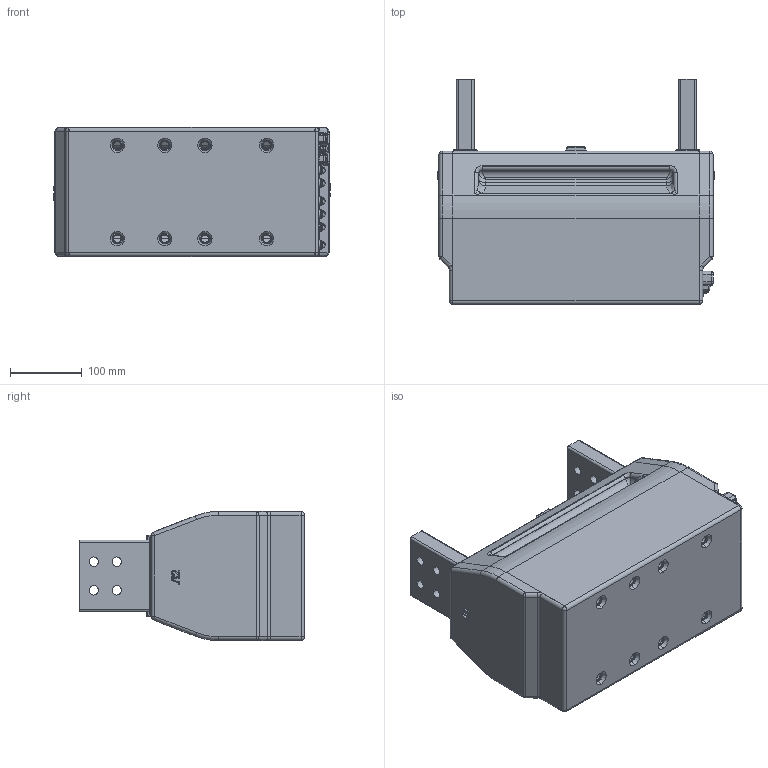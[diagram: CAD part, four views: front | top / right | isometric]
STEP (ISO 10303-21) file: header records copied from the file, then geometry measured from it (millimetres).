
FILE_DESCRIPTION (( 'STEP AP203' ), '1' );
FILE_NAME ('ﾒﾎﾋ-10-ﾌ-4-4000(5.STEP', '2018-09-12T05:47:05', ( '' ), ( '' ), 'SwSTEP 2.0', 'SolidWorks 2010', '' );
FILE_SCHEMA (( 'CONFIG_CONTROL_DESIGN' ));
Products named in the file (1): ﾒﾎﾋ-10-ﾌ-4-4000(5
Bounding box: 385 x 314 x 180 mm (x, y, z)
Surface area: 498940 mm2 (no closed solid volume)
Topology: 0 solids, 75 shells, 959 faces, 5246 edges, 4304 vertices
Faces by surface type: plane 390, cylinder 234, cone 155, bspline 130, sphere 40, torus 10
Entity records: 67824 total; most frequent: CARTESIAN_POINT 31180, ORIENTED_EDGE 7108, DIRECTION 6199, EDGE_CURVE 5222, VERTEX_POINT 4304, VECTOR 2709, LINE 2709, AXIS2_PLACEMENT_3D 1745
